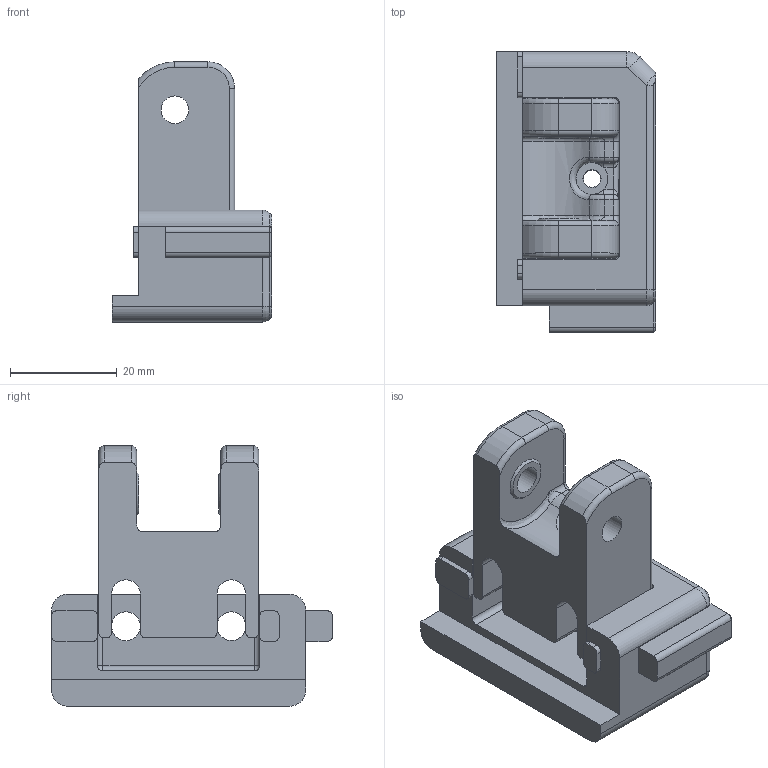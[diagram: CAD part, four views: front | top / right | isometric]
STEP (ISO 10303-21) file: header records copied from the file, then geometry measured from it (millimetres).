
FILE_DESCRIPTION(/* description */ (''),/* implementation_level */ '2;1');
FILE_NAME(/* name */ 'Z Idler.step',/* time_stamp */ '2021-08-09T03:56:01-04:00',/* author */ (''),/* organization */ (''),/* preprocessor_version */ 'ST-DEVELOPER v18.1',/* originating_system */ 'Autodesk Translation Framework v10.9.0.1377',/* authorisation */ '');
FILE_SCHEMA (('AUTOMOTIVE_DESIGN { 1 0 10303 214 3 1 1 }'));
Length unit declared in the file: millimetre
Products named in the file (3): Doom Smildler; Component2; Component1
Assembly tree (2 placements, depth 2):
  Doom Smildler
    Component2
    Component1
Bounding box: 30 x 52.7 x 48.83 mm (x, y, z)
Volume: 29666.4 mm3; surface area: 11938.8 mm2
Topology: 2 solids, 2 shells, 182 faces, 448 edges, 268 vertices
Faces by surface type: cylinder 74, plane 63, torus 18, bspline 15, sphere 6, cone 6
Full cylindrical faces by diameter (mm): 3.2 x1, 3.4 x1, 5.2 x2, 5.4 x2, 6 x1
Entity records: 6058 total; most frequent: CARTESIAN_POINT 1636, DIRECTION 947, ORIENTED_EDGE 884, EDGE_CURVE 442, AXIS2_PLACEMENT_3D 355, VERTEX_POINT 268, LINE 237, VECTOR 237
